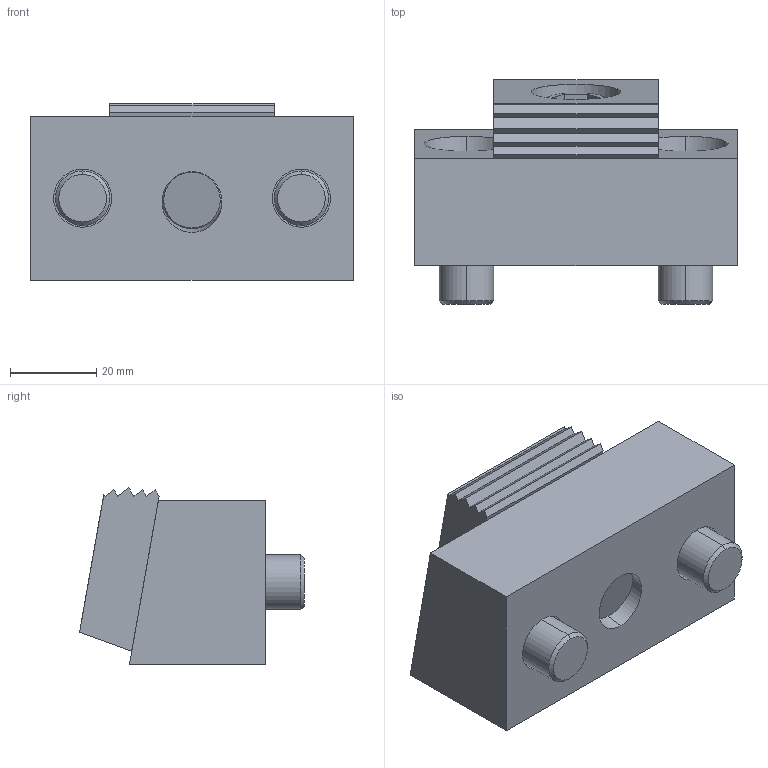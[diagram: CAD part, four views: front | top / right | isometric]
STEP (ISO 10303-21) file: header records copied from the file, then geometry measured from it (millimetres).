
FILE_DESCRIPTION (( 'STEP AP203' ), '1' );
FILE_NAME ('MiteeBite-54116.step.step', '2012-10-03T10:12:05', ( 'sysAdmin' ), ( 'SolidWorks' ), 'SwSTEP 2.0', 'SolidWorks 2012', '' );
FILE_SCHEMA (( 'CONFIG_CONTROL_DESIGN' ));
Length unit declared in the file: inch
Products named in the file (5): MiteeBite-54116.step; MiteeBite-54116.step_10375; MiteeBite-54116.step_1500; MiteeBite-54116.step_500-13; MiteeBite-54116.step_24108
Assembly tree (5 placements, depth 2):
  MiteeBite-54116.step
    MiteeBite-54116.step_24108
    MiteeBite-54116.step_500-13  x2
    MiteeBite-54116.step_1500
    MiteeBite-54116.step_10375
Bounding box: 74.93 x 52.22 x 40.98 mm (x, y, z)
Volume: 94719.2 mm3; surface area: 27557.7 mm2
Topology: 5 solids, 5 shells, 98 faces, 222 edges, 141 vertices
Faces by surface type: plane 58, cylinder 26, cone 8, bspline 4, sphere 2
Entity records: 2925 total; most frequent: CARTESIAN_POINT 537, DIRECTION 394, ORIENTED_EDGE 364, EDGE_CURVE 182, AXIS2_PLACEMENT_3D 138, LINE 118, VECTOR 118, VERTEX_POINT 117
